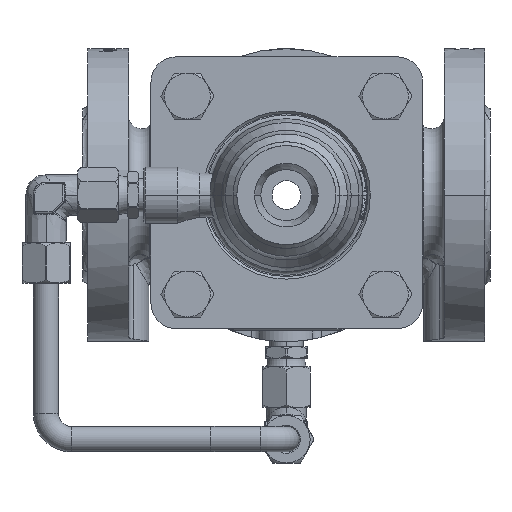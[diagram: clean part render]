
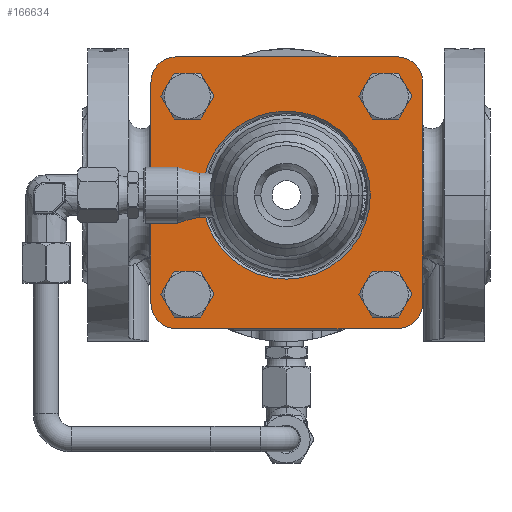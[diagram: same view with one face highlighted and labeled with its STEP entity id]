
A CAD part, front view. The second image highlights one B-rep face of the part: STEP entity #166634.
In plain terms, the highlighted planar face has unit normal (0, -1, 0).
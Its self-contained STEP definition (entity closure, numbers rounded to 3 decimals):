
#140862=CARTESIAN_POINT('',(-43.559,141.,42.462));
#140863=DIRECTION('',(0.,1.,0.));
#140864=DIRECTION('',(-1.,0.,0.));
#140865=AXIS2_PLACEMENT_3D('',#140862,#140863,#140864);
#140867=DIRECTION('',(1.,0.,0.));
#140868=VECTOR('',#140867,86.767);
#140869=CARTESIAN_POINT('',(-43.559,141.,52.462));
#140870=LINE('',#140869,#140868);
#140871=CARTESIAN_POINT('',(43.208,141.,42.462));
#140872=DIRECTION('',(0.,1.,0.));
#140873=DIRECTION('',(0.,0.,1.));
#140874=AXIS2_PLACEMENT_3D('',#140871,#140872,#140873);
#140876=DIRECTION('',(0.,0.,-1.));
#140877=VECTOR('',#140876,86.767);
#140878=CARTESIAN_POINT('',(53.208,141.,42.462));
#140879=LINE('',#140878,#140877);
#140880=CARTESIAN_POINT('',(43.208,141.,-44.305));
#140881=DIRECTION('',(0.,1.,0.));
#140882=DIRECTION('',(1.,0.,0.));
#140883=AXIS2_PLACEMENT_3D('',#140880,#140881,#140882);
#140885=DIRECTION('',(-1.,0.,0.));
#140886=VECTOR('',#140885,86.767);
#140887=CARTESIAN_POINT('',(43.208,141.,-54.305));
#140888=LINE('',#140887,#140886);
#140889=CARTESIAN_POINT('',(-43.559,141.,-44.305));
#140890=DIRECTION('',(0.,1.,0.));
#140891=DIRECTION('',(0.,0.,-1.));
#140892=AXIS2_PLACEMENT_3D('',#140889,#140890,#140891);
#140894=DIRECTION('',(0.,0.,1.));
#140895=VECTOR('',#140894,86.767);
#140896=CARTESIAN_POINT('',(-53.559,141.,-44.305));
#140897=LINE('',#140896,#140895);
#140898=CARTESIAN_POINT('',(38.891,141.,-38.891));
#140899=DIRECTION('',(0.,-1.,0.));
#140900=DIRECTION('',(-1.,0.,0.));
#140901=AXIS2_PLACEMENT_3D('',#140898,#140899,#140900);
#140903=CARTESIAN_POINT('',(38.891,141.,-38.891));
#140904=DIRECTION('',(0.,-1.,0.));
#140905=DIRECTION('',(1.,0.,0.));
#140906=AXIS2_PLACEMENT_3D('',#140903,#140904,#140905);
#140908=CARTESIAN_POINT('',(-38.891,141.,38.891));
#140909=DIRECTION('',(0.,-1.,0.));
#140910=DIRECTION('',(-1.,0.,0.));
#140911=AXIS2_PLACEMENT_3D('',#140908,#140909,#140910);
#140913=CARTESIAN_POINT('',(-38.891,141.,38.891));
#140914=DIRECTION('',(0.,-1.,0.));
#140915=DIRECTION('',(1.,0.,0.));
#140916=AXIS2_PLACEMENT_3D('',#140913,#140914,#140915);
#140918=CARTESIAN_POINT('',(-38.891,141.,-38.891));
#140919=DIRECTION('',(0.,-1.,0.));
#140920=DIRECTION('',(-1.,0.,0.));
#140921=AXIS2_PLACEMENT_3D('',#140918,#140919,#140920);
#140923=CARTESIAN_POINT('',(-38.891,141.,-38.891));
#140924=DIRECTION('',(0.,-1.,0.));
#140925=DIRECTION('',(1.,0.,0.));
#140926=AXIS2_PLACEMENT_3D('',#140923,#140924,#140925);
#140928=CARTESIAN_POINT('',(38.891,141.,38.891));
#140929=DIRECTION('',(0.,-1.,0.));
#140930=DIRECTION('',(-1.,0.,0.));
#140931=AXIS2_PLACEMENT_3D('',#140928,#140929,#140930);
#140933=CARTESIAN_POINT('',(38.891,141.,38.891));
#140934=DIRECTION('',(0.,-1.,0.));
#140935=DIRECTION('',(1.,0.,0.));
#140936=AXIS2_PLACEMENT_3D('',#140933,#140934,#140935);
#140938=CARTESIAN_POINT('',(0.,141.,
0.));
#140939=DIRECTION('',(0.,-1.,0.));
#140940=DIRECTION('',(-1.,0.,0.));
#140941=AXIS2_PLACEMENT_3D('',#140938,#140939,#140940);
#140943=CARTESIAN_POINT('',(0.,141.,
0.));
#140944=DIRECTION('',(0.,-1.,0.));
#140945=DIRECTION('',(0.,0.,-1.));
#140946=AXIS2_PLACEMENT_3D('',#140943,#140944,#140945);
#140948=CARTESIAN_POINT('',(0.,141.,
0.));
#140949=DIRECTION('',(0.,-1.,0.));
#140950=DIRECTION('',(1.,0.,0.));
#140951=AXIS2_PLACEMENT_3D('',#140948,#140949,#140950);
#140953=CARTESIAN_POINT('',(0.,141.,
0.));
#140954=DIRECTION('',(0.,-1.,0.));
#140955=DIRECTION('',(0.,0.,1.));
#140956=AXIS2_PLACEMENT_3D('',#140953,#140954,#140955);
#162332=CARTESIAN_POINT('',(45.891,141.,38.891));
#162333=VERTEX_POINT('',#162332);
#162334=CARTESIAN_POINT('',(31.891,141.,38.891));
#162335=VERTEX_POINT('',#162334);
#162336=CARTESIAN_POINT('',(-53.559,141.,42.462));
#162337=CARTESIAN_POINT('',(-43.559,141.,52.462));
#162338=VERTEX_POINT('',#162336);
#162339=VERTEX_POINT('',#162337);
#162340=CARTESIAN_POINT('',(43.208,141.,52.462));
#162341=VERTEX_POINT('',#162340);
#162342=CARTESIAN_POINT('',(53.208,141.,42.462));
#162343=VERTEX_POINT('',#162342);
#162344=CARTESIAN_POINT('',(53.208,141.,-44.305));
#162345=VERTEX_POINT('',#162344);
#162346=CARTESIAN_POINT('',(43.208,141.,-54.305));
#162347=VERTEX_POINT('',#162346);
#162348=CARTESIAN_POINT('',(-43.559,141.,-54.305));
#162349=VERTEX_POINT('',#162348);
#162350=CARTESIAN_POINT('',(-53.559,141.,-44.305));
#162351=VERTEX_POINT('',#162350);
#162352=CARTESIAN_POINT('',(31.891,141.,-38.891));
#162353=CARTESIAN_POINT('',(45.891,141.,-38.891));
#162354=VERTEX_POINT('',#162352);
#162355=VERTEX_POINT('',#162353);
#162356=CARTESIAN_POINT('',(-45.891,141.,38.891));
#162357=CARTESIAN_POINT('',(-31.891,141.,38.891));
#162358=VERTEX_POINT('',#162356);
#162359=VERTEX_POINT('',#162357);
#162360=CARTESIAN_POINT('',(-45.891,141.,-38.891));
#162361=CARTESIAN_POINT('',(-31.891,141.,-38.891));
#162362=VERTEX_POINT('',#162360);
#162363=VERTEX_POINT('',#162361);
#162364=CARTESIAN_POINT('',(0.,141.,
-33.));
#162365=CARTESIAN_POINT('',(33.,141.,
0.));
#162366=VERTEX_POINT('',#162364);
#162367=VERTEX_POINT('',#162365);
#162368=CARTESIAN_POINT('',(-33.,141.,
0.));
#162369=VERTEX_POINT('',#162368);
#162370=CARTESIAN_POINT('',(0.,141.,
33.));
#162371=VERTEX_POINT('',#162370);
#166579=CARTESIAN_POINT('',(0.,141.,0.));
#166580=DIRECTION('',(0.,-1.,0.));
#166581=DIRECTION('',(1.,0.,0.));
#166582=AXIS2_PLACEMENT_3D('',#166579,#166580,#166581);
#166583=PLANE('',#166582);
#166585=ORIENTED_EDGE('',*,*,#166584,.T.);
#166587=ORIENTED_EDGE('',*,*,#166586,.T.);
#166589=ORIENTED_EDGE('',*,*,#166588,.T.);
#166591=ORIENTED_EDGE('',*,*,#166590,.T.);
#166593=ORIENTED_EDGE('',*,*,#166592,.T.);
#166595=ORIENTED_EDGE('',*,*,#166594,.T.);
#166597=ORIENTED_EDGE('',*,*,#166596,.T.);
#166599=ORIENTED_EDGE('',*,*,#166598,.T.);
#166600=EDGE_LOOP('',(#166585,#166587,#166589,#166591,#166593,#166595,#166597,
#166599));
#166601=FACE_OUTER_BOUND('',#166600,.F.);
#166603=ORIENTED_EDGE('',*,*,#166602,.T.);
#166605=ORIENTED_EDGE('',*,*,#166604,.T.);
#166606=EDGE_LOOP('',(#166603,#166605));
#166607=FACE_BOUND('',#166606,.F.);
#166609=ORIENTED_EDGE('',*,*,#166608,.T.);
#166611=ORIENTED_EDGE('',*,*,#166610,.T.);
#166612=EDGE_LOOP('',(#166609,#166611));
#166613=FACE_BOUND('',#166612,.F.);
#166615=ORIENTED_EDGE('',*,*,#166614,.T.);
#166617=ORIENTED_EDGE('',*,*,#166616,.T.);
#166618=EDGE_LOOP('',(#166615,#166617));
#166619=FACE_BOUND('',#166618,.F.);
#166621=ORIENTED_EDGE('',*,*,#166620,.T.);
#166623=ORIENTED_EDGE('',*,*,#166622,.T.);
#166624=EDGE_LOOP('',(#166621,#166623));
#166625=FACE_BOUND('',#166624,.F.);
#166626=ORIENTED_EDGE('',*,*,#166568,.T.);
#166627=ORIENTED_EDGE('',*,*,#166566,.T.);
#166629=ORIENTED_EDGE('',*,*,#166628,.T.);
#166631=ORIENTED_EDGE('',*,*,#166630,.T.);
#166632=EDGE_LOOP('',(#166626,#166627,#166629,#166631));
#166633=FACE_BOUND('',#166632,.F.);
#166634=ADVANCED_FACE('',(#166601,#166607,#166613,#166619,#166625,#166633),
#166583,.T.);
#140866=CIRCLE('',#140865,10.);
#140875=CIRCLE('',#140874,10.);
#140884=CIRCLE('',#140883,10.);
#140893=CIRCLE('',#140892,10.);
#140902=CIRCLE('',#140901,7.);
#140907=CIRCLE('',#140906,7.);
#140912=CIRCLE('',#140911,7.);
#140917=CIRCLE('',#140916,7.);
#140922=CIRCLE('',#140921,7.);
#140927=CIRCLE('',#140926,7.);
#140932=CIRCLE('',#140931,7.);
#140937=CIRCLE('',#140936,7.);
#140942=CIRCLE('',#140941,33.);
#140947=CIRCLE('',#140946,33.);
#140952=CIRCLE('',#140951,33.);
#140957=CIRCLE('',#140956,33.);
#166566=EDGE_CURVE('',#162366,#162367,#140947,.T.);
#166568=EDGE_CURVE('',#162369,#162366,#140942,.T.);
#166584=EDGE_CURVE('',#162338,#162339,#140866,.T.);
#166586=EDGE_CURVE('',#162339,#162341,#140870,.T.);
#166588=EDGE_CURVE('',#162341,#162343,#140875,.T.);
#166590=EDGE_CURVE('',#162343,#162345,#140879,.T.);
#166592=EDGE_CURVE('',#162345,#162347,#140884,.T.);
#166594=EDGE_CURVE('',#162347,#162349,#140888,.T.);
#166596=EDGE_CURVE('',#162349,#162351,#140893,.T.);
#166598=EDGE_CURVE('',#162351,#162338,#140897,.T.);
#166602=EDGE_CURVE('',#162354,#162355,#140902,.T.);
#166604=EDGE_CURVE('',#162355,#162354,#140907,.T.);
#166608=EDGE_CURVE('',#162358,#162359,#140912,.T.);
#166610=EDGE_CURVE('',#162359,#162358,#140917,.T.);
#166614=EDGE_CURVE('',#162362,#162363,#140922,.T.);
#166616=EDGE_CURVE('',#162363,#162362,#140927,.T.);
#166620=EDGE_CURVE('',#162335,#162333,#140932,.T.);
#166622=EDGE_CURVE('',#162333,#162335,#140937,.T.);
#166628=EDGE_CURVE('',#162367,#162371,#140952,.T.);
#166630=EDGE_CURVE('',#162371,#162369,#140957,.T.);
